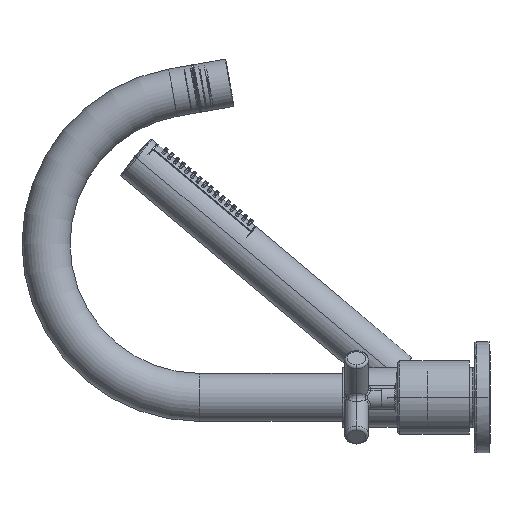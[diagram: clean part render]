
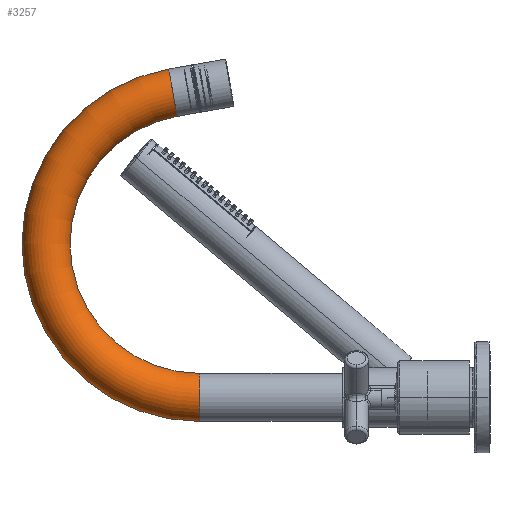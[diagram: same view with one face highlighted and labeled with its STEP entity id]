
A CAD part, left-side view. The second image highlights one B-rep face of the part: STEP entity #3257.
In plain terms, the highlighted toroidal (fillet/blend) face has major radius 83 mm and minor radius 13 mm.
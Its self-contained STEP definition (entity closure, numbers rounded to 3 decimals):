
#3186=CARTESIAN_POINT('Vertex',(150.,217.,13.)) ;
#3189=CARTESIAN_POINT('Axis2P3D Location',(150.,217.,0.)) ;
#3193=CARTESIAN_POINT('Vertex',(150.,217.,-13.)) ;
#3215=CARTESIAN_POINT('Axis2P3D Location',(150.,217.,83.)) ;
#3220=CARTESIAN_POINT('Axis2P3D Location',(150.,217.,83.)) ;
#3224=CARTESIAN_POINT('Vertex',(150.,229.155,151.937)) ;
#3228=CARTESIAN_POINT('Control Point',(150.,233.67,177.542)) ;
#3229=CARTESIAN_POINT('Control Point',(147.958,233.67,177.542)) ;
#3230=CARTESIAN_POINT('Control Point',(145.916,233.601,177.147)) ;
#3231=CARTESIAN_POINT('Control Point',(143.979,233.461,176.357)) ;
#3232=CARTESIAN_POINT('Control Point',(140.524,233.058,174.071)) ;
#3233=CARTESIAN_POINT('Control Point',(138.203,232.458,170.669)) ;
#3234=CARTESIAN_POINT('Control Point',(137.401,232.122,168.761)) ;
#3235=CARTESIAN_POINT('Control Point',(136.599,231.413,164.739)) ;
#3236=CARTESIAN_POINT('Control Point',(137.401,230.704,160.717)) ;
#3237=CARTESIAN_POINT('Control Point',(138.203,230.367,158.81)) ;
#3238=CARTESIAN_POINT('Control Point',(140.524,229.767,155.407)) ;
#3239=CARTESIAN_POINT('Control Point',(143.979,229.364,153.122)) ;
#3240=CARTESIAN_POINT('Control Point',(145.916,229.225,152.331)) ;
#3241=CARTESIAN_POINT('Control Point',(147.958,229.155,151.937)) ;
#3242=CARTESIAN_POINT('Control Point',(150.,229.155,151.937)) ;
#3243=CARTESIAN_POINT('Vertex',(150.,233.67,177.542)) ;
#3246=CARTESIAN_POINT('Axis2P3D Location',(150.,217.,83.)) ;
#3190=DIRECTION('Axis2P3D Direction',(0.,1.,0.)) ;
#3216=DIRECTION('Axis2P3D Direction',(1.,0.,0.)) ;
#3217=DIRECTION('Axis2P3D XDirection',(0.,0.,-1.)) ;
#3221=DIRECTION('Axis2P3D Direction',(1.,0.,-0.)) ;
#3247=DIRECTION('Axis2P3D Direction',(1.,0.,-0.)) ;
#3191=AXIS2_PLACEMENT_3D('Circle Axis2P3D',#3189,#3190,$) ;
#3218=AXIS2_PLACEMENT_3D('Torus Axis2P3D',#3215,#3216,#3217) ;
#3222=AXIS2_PLACEMENT_3D('Circle Axis2P3D',#3220,#3221,$) ;
#3248=AXIS2_PLACEMENT_3D('Circle Axis2P3D',#3246,#3247,$) ;
#3192=CIRCLE('generated circle',#3191,13.) ;
#3223=CIRCLE('generated circle',#3222,70.) ;
#3249=CIRCLE('generated circle',#3248,96.) ;
#3219=TOROIDAL_SURFACE('homeo Torus',#3218,83.,13.) ;
#3195=EDGE_CURVE('',#3194,#3187,#3192,.T.) ;
#3226=EDGE_CURVE('',#3187,#3225,#3223,.T.) ;
#3245=EDGE_CURVE('',#3244,#3225,#3227,.T.) ;
#3250=EDGE_CURVE('',#3194,#3244,#3249,.T.) ;
#3252=ORIENTED_EDGE('',*,*,#3226,.T.) ;
#3253=ORIENTED_EDGE('',*,*,#3245,.F.) ;
#3254=ORIENTED_EDGE('',*,*,#3250,.F.) ;
#3255=ORIENTED_EDGE('',*,*,#3195,.T.) ;
#3251=EDGE_LOOP('',(#3252,#3253,#3254,#3255)) ;
#3187=VERTEX_POINT('',#3186) ;
#3194=VERTEX_POINT('',#3193) ;
#3225=VERTEX_POINT('',#3224) ;
#3244=VERTEX_POINT('',#3243) ;
#3257=ADVANCED_FACE('25\\11\\9\\MANIFOLD_SOLID_BREP #16887',(#3256),#3219,.T.) ;
#3227=B_SPLINE_CURVE_WITH_KNOTS('',5,(#3228,#3229,#3230,#3231,#3232,#3233,#3234,#3235,#3236,#3237,#3238,#3239,#3240,#3241,#3242),.UNSPECIFIED.,.F.,.U.,(6,3,3,3,6),(-20.42,-10.21,0.,10.21,20.42),.UNSPECIFIED.) ;
#3256=FACE_OUTER_BOUND('',#3251,.T.) ;
